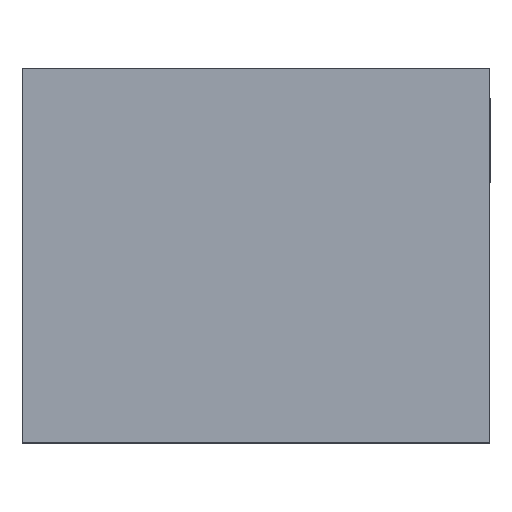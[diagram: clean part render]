
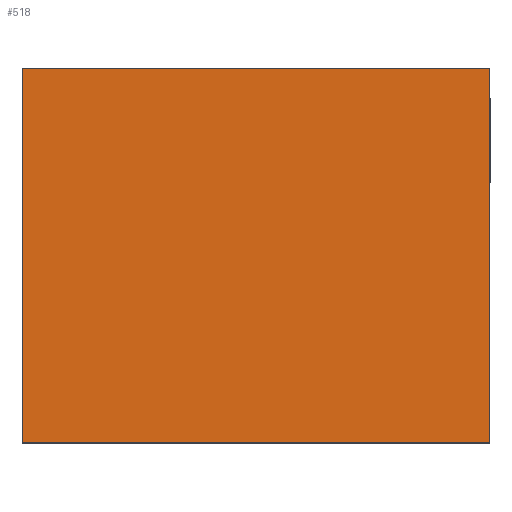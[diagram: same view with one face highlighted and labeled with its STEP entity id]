
A CAD part, top view. The second image highlights one B-rep face of the part: STEP entity #518.
In plain terms, the highlighted planar face has unit normal (0, 0, 1).
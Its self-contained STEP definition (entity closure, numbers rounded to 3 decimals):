
#361=CARTESIAN_POINT('',(0.808,6.982,1.9));
#362=VERTEX_POINT('',#361);
#369=CARTESIAN_POINT('',(0.808,9.782,1.9));
#370=VERTEX_POINT('',#369);
#371=CARTESIAN_POINT('',(0.808,6.982,1.9));
#372=DIRECTION('',(0.0,1.0,0.0));
#373=VECTOR('',#372,2.8);
#374=LINE('',#371,#373);
#375=EDGE_CURVE('',#362,#370,#374,.T.);
#399=CARTESIAN_POINT('',(4.308,9.782,1.9));
#400=VERTEX_POINT('',#399);
#401=CARTESIAN_POINT('',(0.808,9.782,1.9));
#402=DIRECTION('',(1.0,0.0,0.0));
#403=VECTOR('',#402,3.5);
#404=LINE('',#401,#403);
#405=EDGE_CURVE('',#370,#400,#404,.T.);
#438=CARTESIAN_POINT('',(4.308,6.982,1.9));
#439=VERTEX_POINT('',#438);
#440=CARTESIAN_POINT('',(4.308,9.782,1.9));
#441=DIRECTION('',(0.0,-1.0,0.0));
#442=VECTOR('',#441,2.8);
#443=LINE('',#440,#442);
#444=EDGE_CURVE('',#400,#439,#443,.T.);
#470=CARTESIAN_POINT('',(4.308,6.982,1.9));
#471=DIRECTION('',(-1.0,0.0,0.0));
#472=VECTOR('',#471,3.5);
#473=LINE('',#470,#472);
#474=EDGE_CURVE('',#439,#362,#473,.T.);
#507=CARTESIAN_POINT('',(2.558,8.382,1.9));
#508=DIRECTION('',(0.0,0.0,1.0));
#509=DIRECTION('',(1.0,0.0,0.0));
#510=AXIS2_PLACEMENT_3D('',#507,#508,#509);
#511=PLANE('',#510);
#512=ORIENTED_EDGE('',*,*,#375,.F.);
#513=ORIENTED_EDGE('',*,*,#474,.F.);
#514=ORIENTED_EDGE('',*,*,#444,.F.);
#515=ORIENTED_EDGE('',*,*,#405,.F.);
#516=EDGE_LOOP('',(#512,#513,#514,#515));
#517=FACE_OUTER_BOUND('',#516,.T.);
#518=ADVANCED_FACE('',(#517),#511,.T.);
